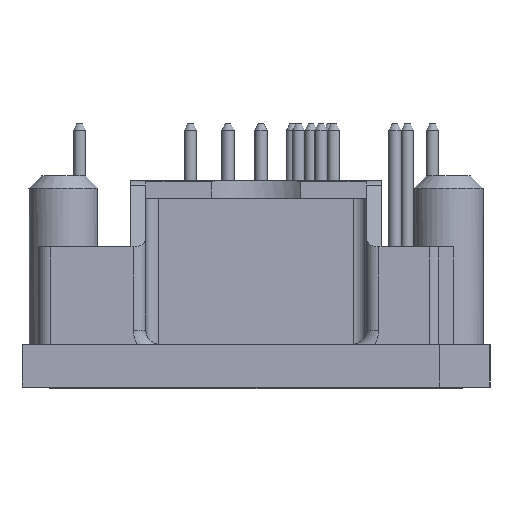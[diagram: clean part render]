
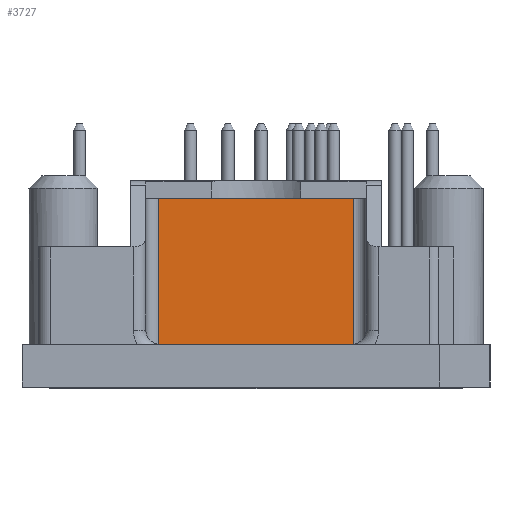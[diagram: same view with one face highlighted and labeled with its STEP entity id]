
A CAD part, left-side view. The second image highlights one B-rep face of the part: STEP entity #3727.
In plain terms, the highlighted planar face has unit normal (-1, 0, 0).
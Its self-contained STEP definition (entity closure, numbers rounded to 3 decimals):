
#108=LINE('',#6213,#328);
#143=LINE('',#6368,#363);
#146=LINE('',#6383,#366);
#160=LINE('',#6427,#380);
#328=VECTOR('',#5033,1000.);
#363=VECTOR('',#5160,1000.);
#366=VECTOR('',#5175,1000.);
#380=VECTOR('',#5221,1000.);
#552=PLANE('',#4203);
#1156=ORIENTED_EDGE('',*,*,#1896,.F.);
#1157=ORIENTED_EDGE('',*,*,#1837,.F.);
#1158=ORIENTED_EDGE('',*,*,#1903,.T.);
#1159=ORIENTED_EDGE('',*,*,#1925,.T.);
#1837=EDGE_CURVE('',#2277,#2278,#108,.T.);
#1896=EDGE_CURVE('',#2278,#2320,#143,.T.);
#1903=EDGE_CURVE('',#2277,#2325,#146,.T.);
#1925=EDGE_CURVE('',#2325,#2320,#160,.T.);
#2277=VERTEX_POINT('',#6212);
#2278=VERTEX_POINT('',#6214);
#2320=VERTEX_POINT('',#6369);
#2325=VERTEX_POINT('',#6382);
#2908=EDGE_LOOP('',(#1156,#1157,#1158,#1159));
#3342=FACE_BOUND('',#2908,.T.);
#3727=ADVANCED_FACE('',(#3342),#552,.T.);
#4203=AXIS2_PLACEMENT_3D('',#6426,#5219,#5220);
#5033=DIRECTION('',(0.,-1.,0.));
#5160=DIRECTION('',(0.,0.,-1.));
#5175=DIRECTION('',(0.,0.,-1.));
#5219=DIRECTION('',(-1.,0.,0.));
#5220=DIRECTION('',(0.,0.,1.));
#5221=DIRECTION('',(0.,-1.,0.));
#6212=CARTESIAN_POINT('',(-30.,7.8,15.1));
#6213=CARTESIAN_POINT('',(-30.,-8.8,15.1));
#6214=CARTESIAN_POINT('',(-30.,-7.8,15.1));
#6368=CARTESIAN_POINT('',(-30.,-7.8,91.697));
#6369=CARTESIAN_POINT('',(-30.,-7.8,0.));
#6382=CARTESIAN_POINT('',(-30.,7.8,0.));
#6383=CARTESIAN_POINT('',(-30.,7.8,91.697));
#6426=CARTESIAN_POINT('',(-30.,-8.8,15.1));
#6427=CARTESIAN_POINT('',(-30.,-8.8,0.));
